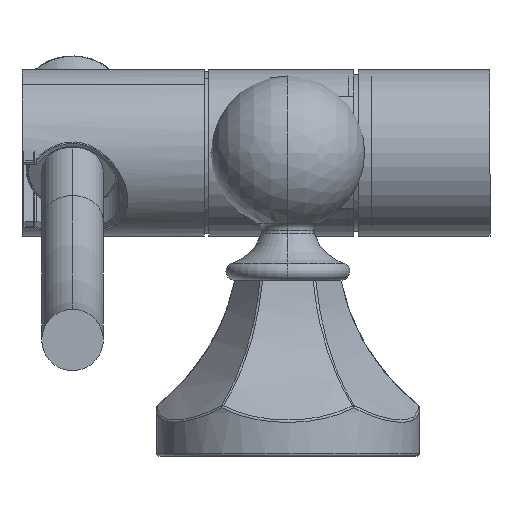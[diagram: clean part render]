
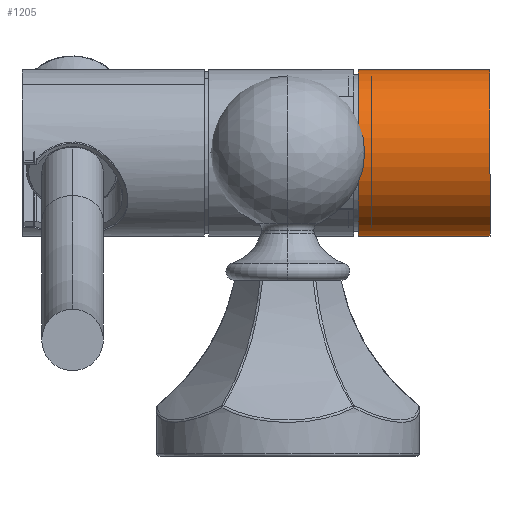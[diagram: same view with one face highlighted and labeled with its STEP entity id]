
A CAD part, front view. The second image highlights one B-rep face of the part: STEP entity #1205.
In plain terms, the highlighted cylindrical face has radius 19 mm (diameter 38 mm), a partial arc.
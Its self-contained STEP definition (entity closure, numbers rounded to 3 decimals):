
#50 = CARTESIAN_POINT ( 'NONE',  ( 0., -30., 19. ) ) ;
#147 = AXIS2_PLACEMENT_3D ( 'NONE', #924, #328, #1227 ) ;
#160 = EDGE_CURVE ( 'NONE', #6509, #1153, #3684, .T. ) ;
#328 = DIRECTION ( 'NONE',  ( 0., 1., 0. ) ) ;
#491 = DIRECTION ( 'NONE',  ( 0., 0., 1. ) ) ;
#641 = ORIENTED_EDGE ( 'NONE', *, *, #6387, .T. ) ;
#813 = FACE_OUTER_BOUND ( 'NONE', #6748, .T. ) ;
#853 = CARTESIAN_POINT ( 'NONE',  ( 0., 0., -19. ) ) ;
#924 = CARTESIAN_POINT ( 'NONE',  ( 0., 0., 0. ) ) ;
#1071 = ORIENTED_EDGE ( 'NONE', *, *, #7500, .T. ) ;
#1145 = AXIS2_PLACEMENT_3D ( 'NONE', #6357, #6966, #4708 ) ;
#1153 = VERTEX_POINT ( 'NONE', #853 ) ;
#1205 = ADVANCED_FACE ( 'NONE', ( #813 ), #3823, .T. ) ;
#1227 = DIRECTION ( 'NONE',  ( 0., 0., 1. ) ) ;
#1233 = LINE ( 'NONE', #6078, #1779 ) ;
#1779 = VECTOR ( 'NONE', #2527, 1000. ) ;
#2087 = LINE ( 'NONE', #5403, #6612 ) ;
#2527 = DIRECTION ( 'NONE',  ( 0., 1., 0. ) ) ;
#2915 = EDGE_CURVE ( 'NONE', #5324, #6509, #2087, .T. ) ;
#3195 = CARTESIAN_POINT ( 'NONE',  ( 0., 0., 19. ) ) ;
#3684 = CIRCLE ( 'NONE', #147, 19. ) ;
#3823 = CYLINDRICAL_SURFACE ( 'NONE', #1145, 19. ) ;
#4185 = ORIENTED_EDGE ( 'NONE', *, *, #2915, .F. ) ;
#4503 = AXIS2_PLACEMENT_3D ( 'NONE', #7504, #4623, #491 ) ;
#4536 = DIRECTION ( 'NONE',  ( 0., 1., 0. ) ) ;
#4623 = DIRECTION ( 'NONE',  ( 0., 1., 0. ) ) ;
#4708 = DIRECTION ( 'NONE',  ( 0., 0., 1. ) ) ;
#4730 = ORIENTED_EDGE ( 'NONE', *, *, #160, .F. ) ;
#5324 = VERTEX_POINT ( 'NONE', #50 ) ;
#5403 = CARTESIAN_POINT ( 'NONE',  ( 0., -30., 19. ) ) ;
#5993 = VERTEX_POINT ( 'NONE', #6700 ) ;
#6078 = CARTESIAN_POINT ( 'NONE',  ( 0., -30., -19. ) ) ;
#6234 = CIRCLE ( 'NONE', #4503, 19. ) ;
#6357 = CARTESIAN_POINT ( 'NONE',  ( 0., -30., 0. ) ) ;
#6387 = EDGE_CURVE ( 'NONE', #5993, #1153, #1233, .T. ) ;
#6509 = VERTEX_POINT ( 'NONE', #3195 ) ;
#6612 = VECTOR ( 'NONE', #4536, 1000. ) ;
#6700 = CARTESIAN_POINT ( 'NONE',  ( 0., -30., -19. ) ) ;
#6748 = EDGE_LOOP ( 'NONE', ( #1071, #641, #4730, #4185 ) ) ;
#6966 = DIRECTION ( 'NONE',  ( 0., 1., 0. ) ) ;
#7500 = EDGE_CURVE ( 'NONE', #5324, #5993, #6234, .T. ) ;
#7504 = CARTESIAN_POINT ( 'NONE',  ( 0., -30., 0. ) ) ;
